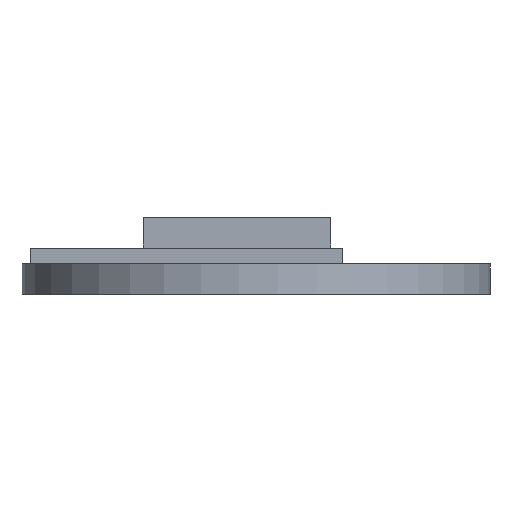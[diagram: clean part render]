
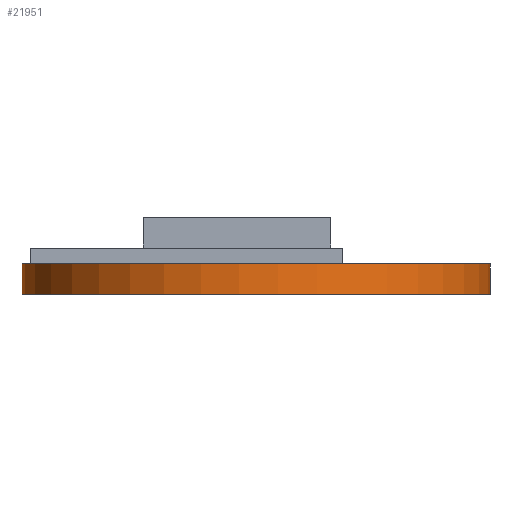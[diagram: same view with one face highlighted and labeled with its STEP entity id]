
A CAD part, left-side view. The second image highlights one B-rep face of the part: STEP entity #21951.
In plain terms, the highlighted cylindrical face has radius 12.446 mm (diameter 24.892 mm), a partial arc.
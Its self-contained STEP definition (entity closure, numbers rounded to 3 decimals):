
#18720 = PLANE('',#18721);
#18721 = AXIS2_PLACEMENT_3D('',#18722,#18723,#18724);
#18722 = CARTESIAN_POINT('',(141.852,-92.592,1.6));
#18723 = DIRECTION('',(-0.,-0.,-1.));
#18724 = DIRECTION('',(-1.,0.,0.));
#18774 = PLANE('',#18775);
#18775 = AXIS2_PLACEMENT_3D('',#18776,#18777,#18778);
#18776 = CARTESIAN_POINT('',(141.852,-92.592,0.));
#18777 = DIRECTION('',(-0.,-0.,-1.));
#18778 = DIRECTION('',(-1.,0.,0.));
#18807 = PLANE('',#18808);
#18808 = AXIS2_PLACEMENT_3D('',#18809,#18810,#18811);
#18809 = CARTESIAN_POINT('',(129.411,-80.204,0.));
#18810 = DIRECTION('',(0.,1.,-0.));
#18811 = DIRECTION('',(1.,0.,0.));
#19117 = VERTEX_POINT('',#19118);
#19118 = CARTESIAN_POINT('',(129.715,-105.092,0.));
#19132 = PLANE('',#19133);
#19133 = AXIS2_PLACEMENT_3D('',#19134,#19135,#19136);
#19134 = CARTESIAN_POINT('',(153.541,-105.096,0.));
#19135 = DIRECTION('',(0.,-1.,0.));
#19136 = DIRECTION('',(-1.,0.,0.));
#19144 = EDGE_CURVE('',#19145,#19117,#19147,.T.);
#19145 = VERTEX_POINT('',#19146);
#19146 = CARTESIAN_POINT('',(129.411,-80.204,0.));
#19147 = SURFACE_CURVE('',#19148,(#19153,#19164),.PCURVE_S1.);
#19148 = CIRCLE('',#19149,12.446);
#19149 = AXIS2_PLACEMENT_3D('',#19150,#19151,#19152);
#19150 = CARTESIAN_POINT('',(129.411,-92.65,0.));
#19151 = DIRECTION('',(0.,0.,1.));
#19152 = DIRECTION('',(1.,0.,-0.));
#19153 = PCURVE('',#18774,#19154);
#19154 = DEFINITIONAL_REPRESENTATION('',(#19155),#19163);
#19155 = ( BOUNDED_CURVE() B_SPLINE_CURVE(2,(#19156,#19157,#19158,#19159
    ,#19160,#19161,#19162),.UNSPECIFIED.,.T.,.F.) 
B_SPLINE_CURVE_WITH_KNOTS((1,2,2,2,2,1),(-2.094,0.,
    2.094,4.189,6.283,8.378),
.UNSPECIFIED.) CURVE() GEOMETRIC_REPRESENTATION_ITEM() 
RATIONAL_B_SPLINE_CURVE((1.,0.5,1.,0.5,1.,0.5,1.)) REPRESENTATION_ITEM(
  '') );
#19156 = CARTESIAN_POINT('',(-0.005,-0.058));
#19157 = CARTESIAN_POINT('',(-0.005,21.499));
#19158 = CARTESIAN_POINT('',(18.664,10.72));
#19159 = CARTESIAN_POINT('',(37.333,-0.058));
#19160 = CARTESIAN_POINT('',(18.664,-10.837));
#19161 = CARTESIAN_POINT('',(-0.005,-21.615));
#19162 = CARTESIAN_POINT('',(-0.005,-0.058));
#19163 = ( GEOMETRIC_REPRESENTATION_CONTEXT(2) 
PARAMETRIC_REPRESENTATION_CONTEXT() REPRESENTATION_CONTEXT('2D SPACE',''
  ) );
#19164 = PCURVE('',#19165,#19170);
#19165 = CYLINDRICAL_SURFACE('',#19166,12.446);
#19166 = AXIS2_PLACEMENT_3D('',#19167,#19168,#19169);
#19167 = CARTESIAN_POINT('',(129.411,-92.65,0.));
#19168 = DIRECTION('',(-0.,-0.,-1.));
#19169 = DIRECTION('',(1.,0.,-0.));
#19170 = DEFINITIONAL_REPRESENTATION('',(#19171),#19175);
#19171 = LINE('',#19172,#19173);
#19172 = CARTESIAN_POINT('',(-0.,0.));
#19173 = VECTOR('',#19174,1.);
#19174 = DIRECTION('',(-1.,0.));
#19175 = ( GEOMETRIC_REPRESENTATION_CONTEXT(2) 
PARAMETRIC_REPRESENTATION_CONTEXT() REPRESENTATION_CONTEXT('2D SPACE',''
  ) );
#20692 = VERTEX_POINT('',#20693);
#20693 = CARTESIAN_POINT('',(129.715,-105.092,1.6));
#20714 = EDGE_CURVE('',#20715,#20692,#20717,.T.);
#20715 = VERTEX_POINT('',#20716);
#20716 = CARTESIAN_POINT('',(129.411,-80.204,1.6));
#20717 = SURFACE_CURVE('',#20718,(#20723,#20734),.PCURVE_S1.);
#20718 = CIRCLE('',#20719,12.446);
#20719 = AXIS2_PLACEMENT_3D('',#20720,#20721,#20722);
#20720 = CARTESIAN_POINT('',(129.411,-92.65,1.6));
#20721 = DIRECTION('',(0.,0.,1.));
#20722 = DIRECTION('',(1.,0.,-0.));
#20723 = PCURVE('',#18720,#20724);
#20724 = DEFINITIONAL_REPRESENTATION('',(#20725),#20733);
#20725 = ( BOUNDED_CURVE() B_SPLINE_CURVE(2,(#20726,#20727,#20728,#20729
    ,#20730,#20731,#20732),.UNSPECIFIED.,.T.,.F.) 
B_SPLINE_CURVE_WITH_KNOTS((1,2,2,2,2,1),(-2.094,0.,
    2.094,4.189,6.283,8.378),
.UNSPECIFIED.) CURVE() GEOMETRIC_REPRESENTATION_ITEM() 
RATIONAL_B_SPLINE_CURVE((1.,0.5,1.,0.5,1.,0.5,1.)) REPRESENTATION_ITEM(
  '') );
#20726 = CARTESIAN_POINT('',(-0.005,-0.058));
#20727 = CARTESIAN_POINT('',(-0.005,21.499));
#20728 = CARTESIAN_POINT('',(18.664,10.72));
#20729 = CARTESIAN_POINT('',(37.333,-0.058));
#20730 = CARTESIAN_POINT('',(18.664,-10.837));
#20731 = CARTESIAN_POINT('',(-0.005,-21.615));
#20732 = CARTESIAN_POINT('',(-0.005,-0.058));
#20733 = ( GEOMETRIC_REPRESENTATION_CONTEXT(2) 
PARAMETRIC_REPRESENTATION_CONTEXT() REPRESENTATION_CONTEXT('2D SPACE',''
  ) );
#20734 = PCURVE('',#19165,#20735);
#20735 = DEFINITIONAL_REPRESENTATION('',(#20736),#20740);
#20736 = LINE('',#20737,#20738);
#20737 = CARTESIAN_POINT('',(-0.,-1.6));
#20738 = VECTOR('',#20739,1.);
#20739 = DIRECTION('',(-1.,0.));
#20740 = ( GEOMETRIC_REPRESENTATION_CONTEXT(2) 
PARAMETRIC_REPRESENTATION_CONTEXT() REPRESENTATION_CONTEXT('2D SPACE',''
  ) );
#21901 = EDGE_CURVE('',#19145,#20715,#21902,.T.);
#21902 = SURFACE_CURVE('',#21903,(#21907,#21914),.PCURVE_S1.);
#21903 = LINE('',#21904,#21905);
#21904 = CARTESIAN_POINT('',(129.411,-80.204,0.));
#21905 = VECTOR('',#21906,1.);
#21906 = DIRECTION('',(0.,0.,1.));
#21907 = PCURVE('',#18807,#21908);
#21908 = DEFINITIONAL_REPRESENTATION('',(#21909),#21913);
#21909 = LINE('',#21910,#21911);
#21910 = CARTESIAN_POINT('',(0.,0.));
#21911 = VECTOR('',#21912,1.);
#21912 = DIRECTION('',(0.,-1.));
#21913 = ( GEOMETRIC_REPRESENTATION_CONTEXT(2) 
PARAMETRIC_REPRESENTATION_CONTEXT() REPRESENTATION_CONTEXT('2D SPACE',''
  ) );
#21914 = PCURVE('',#19165,#21915);
#21915 = DEFINITIONAL_REPRESENTATION('',(#21916),#21920);
#21916 = LINE('',#21917,#21918);
#21917 = CARTESIAN_POINT('',(-1.571,0.));
#21918 = VECTOR('',#21919,1.);
#21919 = DIRECTION('',(-0.,-1.));
#21920 = ( GEOMETRIC_REPRESENTATION_CONTEXT(2) 
PARAMETRIC_REPRESENTATION_CONTEXT() REPRESENTATION_CONTEXT('2D SPACE',''
  ) );
#21951 = ADVANCED_FACE('',(#21952),#19165,.T.);
#21952 = FACE_BOUND('',#21953,.F.);
#21953 = EDGE_LOOP('',(#21954,#21955,#21956,#21977));
#21954 = ORIENTED_EDGE('',*,*,#21901,.T.);
#21955 = ORIENTED_EDGE('',*,*,#20714,.T.);
#21956 = ORIENTED_EDGE('',*,*,#21957,.F.);
#21957 = EDGE_CURVE('',#19117,#20692,#21958,.T.);
#21958 = SURFACE_CURVE('',#21959,(#21963,#21970),.PCURVE_S1.);
#21959 = LINE('',#21960,#21961);
#21960 = CARTESIAN_POINT('',(129.715,-105.092,0.));
#21961 = VECTOR('',#21962,1.);
#21962 = DIRECTION('',(0.,0.,1.));
#21963 = PCURVE('',#19165,#21964);
#21964 = DEFINITIONAL_REPRESENTATION('',(#21965),#21969);
#21965 = LINE('',#21966,#21967);
#21966 = CARTESIAN_POINT('',(-4.737,0.));
#21967 = VECTOR('',#21968,1.);
#21968 = DIRECTION('',(-0.,-1.));
#21969 = ( GEOMETRIC_REPRESENTATION_CONTEXT(2) 
PARAMETRIC_REPRESENTATION_CONTEXT() REPRESENTATION_CONTEXT('2D SPACE',''
  ) );
#21970 = PCURVE('',#19132,#21971);
#21971 = DEFINITIONAL_REPRESENTATION('',(#21972),#21976);
#21972 = LINE('',#21973,#21974);
#21973 = CARTESIAN_POINT('',(23.826,0.));
#21974 = VECTOR('',#21975,1.);
#21975 = DIRECTION('',(0.,-1.));
#21976 = ( GEOMETRIC_REPRESENTATION_CONTEXT(2) 
PARAMETRIC_REPRESENTATION_CONTEXT() REPRESENTATION_CONTEXT('2D SPACE',''
  ) );
#21977 = ORIENTED_EDGE('',*,*,#19144,.F.);
